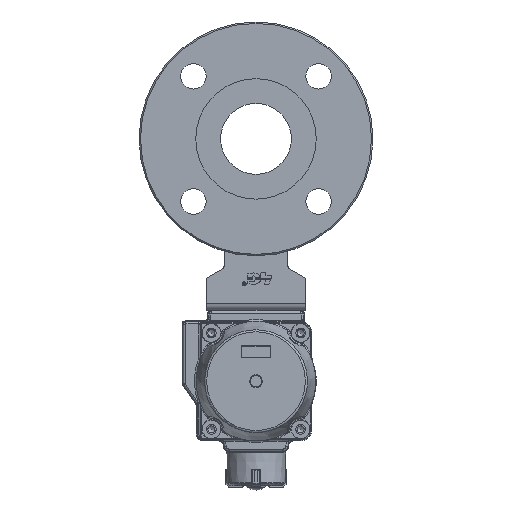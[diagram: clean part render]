
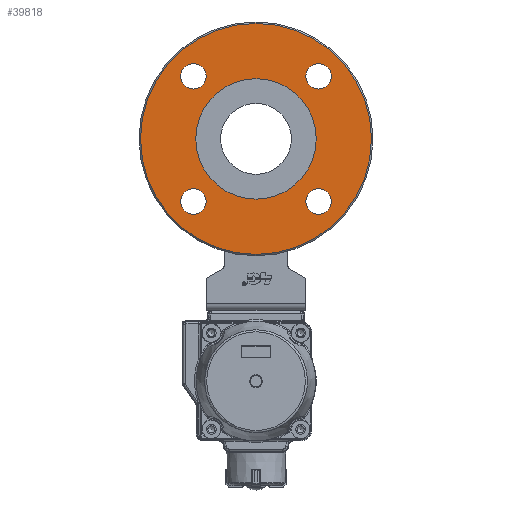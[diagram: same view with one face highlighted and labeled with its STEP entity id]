
A CAD part, front view. The second image highlights one B-rep face of the part: STEP entity #39818.
In plain terms, the highlighted planar face has unit normal (0, -1, 0).
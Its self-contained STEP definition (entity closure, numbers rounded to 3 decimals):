
#1753=CIRCLE('',#45321,42.5);
#1757=CIRCLE('',#45328,81.5);
#1758=CIRCLE('',#45329,9.);
#1759=CIRCLE('',#45330,9.);
#1760=CIRCLE('',#45331,9.);
#1761=CIRCLE('',#45332,9.);
#8365=ORIENTED_EDGE('',*,*,#19126,.T.);
#8366=ORIENTED_EDGE('',*,*,#19122,.T.);
#8367=ORIENTED_EDGE('',*,*,#19127,.F.);
#8368=ORIENTED_EDGE('',*,*,#19128,.F.);
#8369=ORIENTED_EDGE('',*,*,#19129,.F.);
#8370=ORIENTED_EDGE('',*,*,#19130,.F.);
#19122=EDGE_CURVE('',#24699,#24699,#1753,.T.);
#19126=EDGE_CURVE('',#24703,#24703,#1757,.T.);
#19127=EDGE_CURVE('',#24704,#24704,#1758,.T.);
#19128=EDGE_CURVE('',#24705,#24705,#1759,.T.);
#19129=EDGE_CURVE('',#24706,#24706,#1760,.T.);
#19130=EDGE_CURVE('',#24707,#24707,#1761,.T.);
#24699=VERTEX_POINT('',#62833);
#24703=VERTEX_POINT('',#62844);
#24704=VERTEX_POINT('',#62846);
#24705=VERTEX_POINT('',#62848);
#24706=VERTEX_POINT('',#62850);
#24707=VERTEX_POINT('',#62852);
#32974=EDGE_LOOP('',(#8365));
#32975=EDGE_LOOP('',(#8366));
#32976=EDGE_LOOP('',(#8367));
#32977=EDGE_LOOP('',(#8368));
#32978=EDGE_LOOP('',(#8369));
#32979=EDGE_LOOP('',(#8370));
#36045=FACE_BOUND('',#32974,.T.);
#36046=FACE_BOUND('',#32975,.T.);
#36047=FACE_BOUND('',#32976,.T.);
#36048=FACE_BOUND('',#32977,.T.);
#36049=FACE_BOUND('',#32978,.T.);
#36050=FACE_BOUND('',#32979,.T.);
#38706=PLANE('',#45327);
#39818=ADVANCED_FACE('',(#36045,#36046,#36047,#36048,#36049,#36050),#38706,
 .T.);
#45321=AXIS2_PLACEMENT_3D('',#62832,#50809,#50810);
#45327=AXIS2_PLACEMENT_3D('',#62842,#50821,#50822);
#45328=AXIS2_PLACEMENT_3D('',#62843,#50823,#50824);
#45329=AXIS2_PLACEMENT_3D('',#62845,#50825,#50826);
#45330=AXIS2_PLACEMENT_3D('',#62847,#50827,#50828);
#45331=AXIS2_PLACEMENT_3D('',#62849,#50829,#50830);
#45332=AXIS2_PLACEMENT_3D('',#62851,#50831,#50832);
#50809=DIRECTION('',(0.,1.,0.));
#50810=DIRECTION('',(1.,0.,0.));
#50821=DIRECTION('',(0.,-1.,0.));
#50822=DIRECTION('',(0.,0.,-1.));
#50823=DIRECTION('',(0.,-1.,0.));
#50824=DIRECTION('',(0.,0.,-1.));
#50825=DIRECTION('',(0.,-1.,0.));
#50826=DIRECTION('',(-1.,0.,0.));
#50827=DIRECTION('',(0.,-1.,0.));
#50828=DIRECTION('',(-1.,0.,0.));
#50829=DIRECTION('',(0.,-1.,0.));
#50830=DIRECTION('',(-1.,0.,0.));
#50831=DIRECTION('',(0.,-1.,0.));
#50832=DIRECTION('',(-1.,0.,0.));
#62832=CARTESIAN_POINT('',(0.,-73.,0.));
#62833=CARTESIAN_POINT('',(42.5,-73.,0.));
#62842=CARTESIAN_POINT('',(0.,-73.,0.));
#62843=CARTESIAN_POINT('',(0.,-73.,0.));
#62844=CARTESIAN_POINT('',(0.,-73.,-81.5));
#62845=CARTESIAN_POINT('',(44.194,-73.,44.194));
#62846=CARTESIAN_POINT('',(35.194,-73.,44.194));
#62847=CARTESIAN_POINT('',(-44.194,-73.,44.194));
#62848=CARTESIAN_POINT('',(-53.194,-73.,44.194));
#62849=CARTESIAN_POINT('',(-44.194,-73.,-44.194));
#62850=CARTESIAN_POINT('',(-53.194,-73.,-44.194));
#62851=CARTESIAN_POINT('',(44.194,-73.,-44.194));
#62852=CARTESIAN_POINT('',(35.194,-73.,-44.194));
